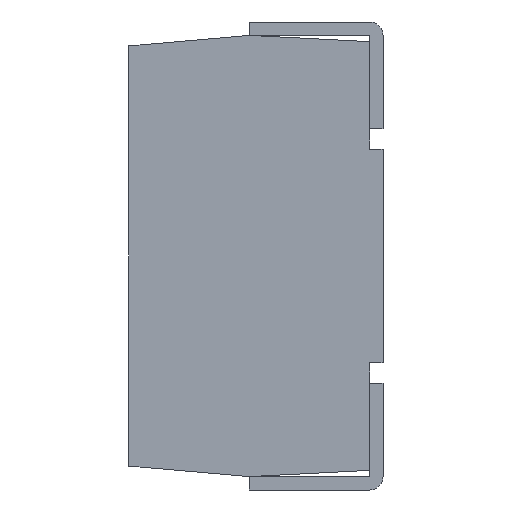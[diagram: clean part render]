
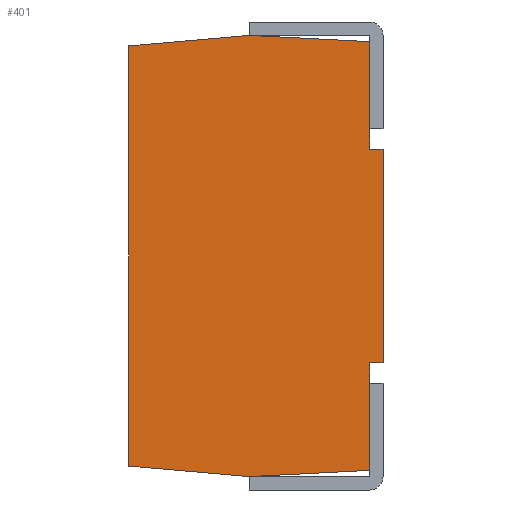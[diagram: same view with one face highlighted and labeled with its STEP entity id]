
A CAD part, left-side view. The second image highlights one B-rep face of the part: STEP entity #401.
In plain terms, the highlighted planar face has unit normal (-1, 0, 0).
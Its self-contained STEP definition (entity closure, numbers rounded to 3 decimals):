
#40=FACE_OUTER_BOUND('',#61,.T.);
#61=EDGE_LOOP('',(#295,#296,#297,#298,#299,#300,#301,#302,#303,#304));
#74=LINE('',#556,#123);
#78=LINE('',#564,#127);
#83=LINE('',#573,#132);
#91=LINE('',#591,#140);
#94=LINE('',#596,#143);
#96=LINE('',#599,#145);
#97=LINE('',#602,#146);
#99=LINE('',#606,#148);
#100=LINE('',#608,#149);
#101=LINE('',#609,#150);
#123=VECTOR('',#449,0.803);
#127=VECTOR('',#455,0.1);
#132=VECTOR('',#462,0.901);
#140=VECTOR('',#474,0.1);
#143=VECTOR('',#479,0.803);
#145=VECTOR('',#483,1.6);
#146=VECTOR('',#486,0.901);
#148=VECTOR('',#490,0.903);
#149=VECTOR('',#491,3.143);
#150=VECTOR('',#492,0.903);
#172=VERTEX_POINT('',#554);
#173=VERTEX_POINT('',#555);
#176=VERTEX_POINT('',#563);
#179=VERTEX_POINT('',#571);
#186=VERTEX_POINT('',#589);
#187=VERTEX_POINT('',#590);
#188=VERTEX_POINT('',#595);
#189=VERTEX_POINT('',#601);
#190=VERTEX_POINT('',#605);
#191=VERTEX_POINT('',#607);
#206=EDGE_CURVE('',#172,#173,#74,.T.);
#210=EDGE_CURVE('',#176,#172,#78,.T.);
#215=EDGE_CURVE('',#179,#173,#83,.T.);
#223=EDGE_CURVE('',#186,#187,#91,.T.);
#226=EDGE_CURVE('',#188,#186,#94,.T.);
#228=EDGE_CURVE('',#176,#187,#96,.T.);
#229=EDGE_CURVE('',#188,#189,#97,.T.);
#231=EDGE_CURVE('',#190,#179,#99,.T.);
#232=EDGE_CURVE('',#191,#190,#100,.T.);
#233=EDGE_CURVE('',#189,#191,#101,.T.);
#295=ORIENTED_EDGE('',*,*,#206,.T.);
#296=ORIENTED_EDGE('',*,*,#215,.F.);
#297=ORIENTED_EDGE('',*,*,#231,.F.);
#298=ORIENTED_EDGE('',*,*,#232,.F.);
#299=ORIENTED_EDGE('',*,*,#233,.F.);
#300=ORIENTED_EDGE('',*,*,#229,.F.);
#301=ORIENTED_EDGE('',*,*,#226,.T.);
#302=ORIENTED_EDGE('',*,*,#223,.T.);
#303=ORIENTED_EDGE('',*,*,#228,.F.);
#304=ORIENTED_EDGE('',*,*,#210,.T.);
#367=PLANE('',#425);
#401=ADVANCED_FACE('',(#40),#367,.T.);
#425=AXIS2_PLACEMENT_3D('',#604,#488,#489);
#449=DIRECTION('',(0.,0.,1.));
#455=DIRECTION('',(0.,1.,0.));
#462=DIRECTION('',(0.,-0.999,-0.052));
#474=DIRECTION('',(0.,-1.,0.));
#479=DIRECTION('',(0.,0.,1.));
#483=DIRECTION('',(0.,0.,-1.));
#486=DIRECTION('',(0.,0.999,-0.052));
#488=DIRECTION('center_axis',(-1.,0.,0.));
#489=DIRECTION('ref_axis',(0.,0.,1.));
#490=DIRECTION('',(0.,-0.996,0.087));
#491=DIRECTION('',(0.,0.,1.));
#492=DIRECTION('',(0.,0.996,0.087));
#554=CARTESIAN_POINT('',(-1.4,-0.9,0.8));
#555=CARTESIAN_POINT('',(-1.4,-0.9,1.603));
#556=CARTESIAN_POINT('',(-1.4,-0.9,-0.1));
#563=CARTESIAN_POINT('',(-1.4,-1.,0.8));
#564=CARTESIAN_POINT('',(-1.4,-0.5,0.8));
#571=CARTESIAN_POINT('',(-1.4,0.,1.65));
#573=CARTESIAN_POINT('',(-1.4,-0.086,1.645));
#589=CARTESIAN_POINT('',(-1.4,-0.9,-0.8));
#590=CARTESIAN_POINT('',(-1.4,-1.,-0.8));
#591=CARTESIAN_POINT('',(-1.4,-0.5,-0.8));
#595=CARTESIAN_POINT('',(-1.4,-0.9,-1.603));
#596=CARTESIAN_POINT('',(-1.4,-0.9,-1.55));
#599=CARTESIAN_POINT('',(-1.4,-1.,-1.65));
#601=CARTESIAN_POINT('',(-1.4,0.,-1.65));
#602=CARTESIAN_POINT('',(-1.4,0.,-1.65));
#604=CARTESIAN_POINT('Origin',(-1.4,0.,-1.65));
#605=CARTESIAN_POINT('',(-1.4,0.9,1.571));
#606=CARTESIAN_POINT('',(-1.4,0.143,1.637));
#607=CARTESIAN_POINT('',(-1.4,0.9,-1.571));
#608=CARTESIAN_POINT('',(-1.4,0.9,-1.65));
#609=CARTESIAN_POINT('',(-1.4,0.,-1.65));
